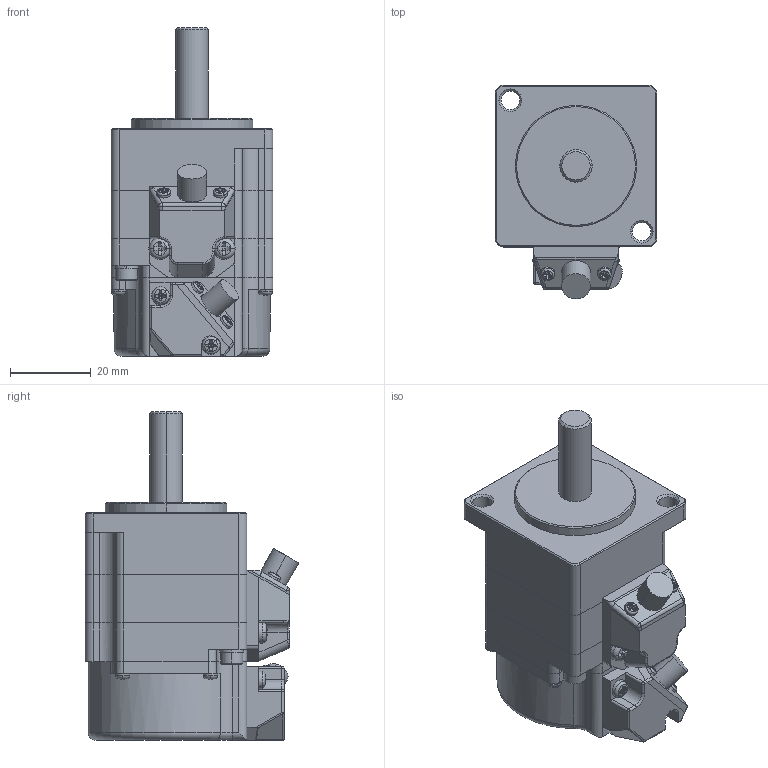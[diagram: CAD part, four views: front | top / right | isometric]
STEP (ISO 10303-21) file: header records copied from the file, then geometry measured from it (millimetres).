
FILE_DESCRIPTION(('Creo Elements/Direct Modeling STEP Export'),'2;1');
FILE_NAME('TSM3102N2000.stp','2013-10-19T17:41:59',(''),(''),'Creo Elements/Direct Modeling STEP processor for AP214 (Solid Model)','Creo Elements/Direct Modeling 17.0F 20-Aug-2012 (C) Parametric Technology GmbH','');
FILE_SCHEMA(('AUTOMOTIVE_DESIGN { 1 0 10303 214 1 1 1 1 }'));
Length unit declared in the file: millimetre
Products named in the file (1): TSM3102N2000
Bounding box: 40 x 52.85 x 81.4 mm (x, y, z)
Volume: 88827.6 mm3; surface area: 14140.5 mm2
Topology: 1 solids, 2 shells, 708 faces, 1711 edges, 1009 vertices
Faces by surface type: plane 347, cylinder 167, bspline 68, cone 62, torus 34, sphere 30
Entity records: 26023 total; most frequent: CARTESIAN_POINT 6389, ORIENTED_EDGE 3402, DIRECTION 3033, EDGE_CURVE 1701, AXIS2_PLACEMENT_3D 1150, VERTEX_POINT 1009, VECTOR 733, LINE 733
